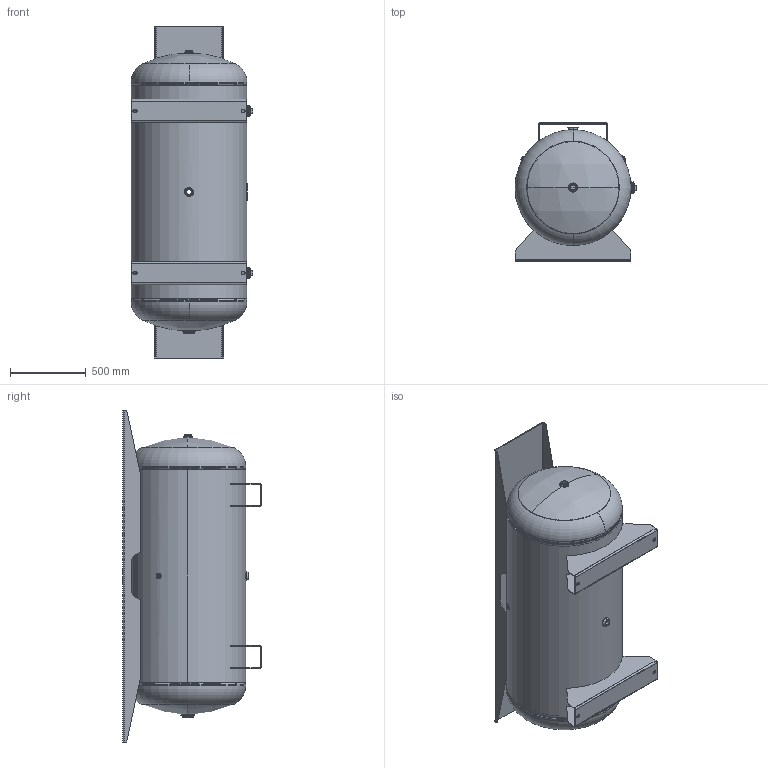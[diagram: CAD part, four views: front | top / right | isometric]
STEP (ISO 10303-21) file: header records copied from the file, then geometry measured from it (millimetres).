
FILE_DESCRIPTION (( 'STEP AP203' ), '1' );
FILE_NAME ('302701.STEP', '2012-05-14T15:55:19', ( '' ), ( '' ), 'SwSTEP 2.0', 'SolidWorks 2012', '' );
FILE_SCHEMA (( 'CONFIG_CONTROL_DESIGN' ));
Length unit declared in the file: inch
Products named in the file (1): 302701
Bounding box: 801.14 x 909.06 x 2184.4 mm (x, y, z)
Surface area: 12790130.1 mm2 (no closed solid volume)
Topology: 0 solids, 28 shells, 262 faces, 726 edges, 476 vertices
Faces by surface type: plane 95, cylinder 85, torus 72, bspline 6, sphere 4
Full cylindrical faces by diameter (mm): 750.468 x1, 762 x1
Entity records: 11164 total; most frequent: CARTESIAN_POINT 4295, DIRECTION 1520, ORIENTED_EDGE 1256, EDGE_CURVE 726, AXIS2_PLACEMENT_3D 605, VERTEX_POINT 476, CIRCLE 348, LINE 310
